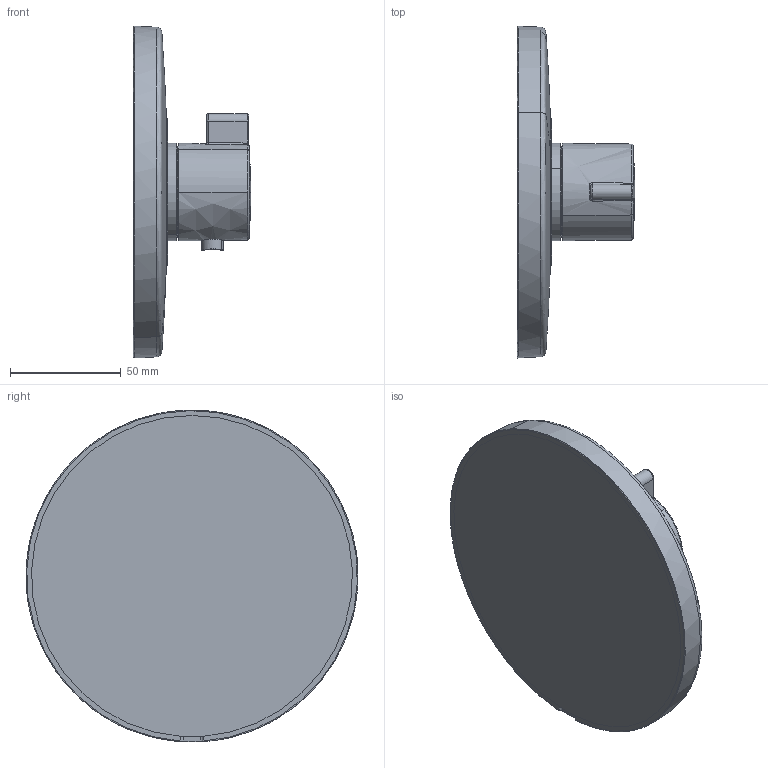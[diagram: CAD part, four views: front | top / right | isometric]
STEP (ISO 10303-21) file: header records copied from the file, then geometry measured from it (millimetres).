
FILE_DESCRIPTION(('CAx-IF Rec.Pracs.---Model Styling and Organization---1.2---2011-12-15','CAx-IF Rec.Pracs.---Geometric and Assembly Validation Properties---4.1---2014-06-16','CAx-IF Rec.Pracs.---PMI Polyline Presentation---2.0---2013-05-24'),'2;1');
FILE_NAME('1000090626_PPR_000.stp','2016-09-02T12:48:43+02:00',(''),(''),'STEP Interface 4.0.1101 by CT CoreTechnologie','3D_Evolution4.0.1101 by CT CoreTechnologie','');
FILE_SCHEMA(('AP203_CONFIGURATION_CONTROLLED_3D_DESIGN_OF_MECHANICAL_PARTS_AND_ASSEMBLIES_MIM_LF'));
Length unit declared in the file: millimetre
Products named in the file (8): P_2 HG Ecostat Therm. FS T30 UP S 1000090626_PPR_000_A0; P_2 Thermostatgriff_D44_komplett 1000083777_PPR_000_A0; P_2 Griff_D44 1000083783_PPA_000_A0; P_2 Taste UPT                     AX JMM 1000083617_PPA_000_A0; P_2 Gleitring (EB_D41) 1000083792_PPA_000_A0; P_2 Anschlaghuelse_D44 1000083786_PPA_000_A0; P_2 Rosette 1_Loch UP_T30_S 1000090627_PPA_000_A0; P_2 Dekorring_mittel_UPT 1000083795_PPA_000_A0
Assembly tree (7 placements, depth 3):
  P_2 HG Ecostat Therm. FS T30 UP S 1000090626_PPR_000_A0
    P_2 Thermostatgriff_D44_komplett 1000083777_PPR_000_A0
      P_2 Griff_D44 1000083783_PPA_000_A0
      P_2 Taste UPT                     AX JMM 1000083617_PPA_000_A0
    P_2 Gleitring (EB_D41) 1000083792_PPA_000_A0
    P_2 Anschlaghuelse_D44 1000083786_PPA_000_A0
    P_2 Rosette 1_Loch UP_T30_S 1000090627_PPA_000_A0
    P_2 Dekorring_mittel_UPT 1000083795_PPA_000_A0
Bounding box: 52.99 x 149.93 x 149.9 mm (x, y, z)
Volume: 295923.3 mm3; surface area: 58411.3 mm2
Topology: 6 solids, 6 shells, 139 faces, 320 edges, 189 vertices
Faces by surface type: bspline 68, cylinder 53, plane 18
Entity records: 7187 total; most frequent: CARTESIAN_POINT 2370, DIRECTION 662, ORIENTED_EDGE 630, EDGE_CURVE 315, AXIS2_PLACEMENT_3D 290, CIRCLE 211, VERTEX_POINT 189, EDGE_LOOP 142
